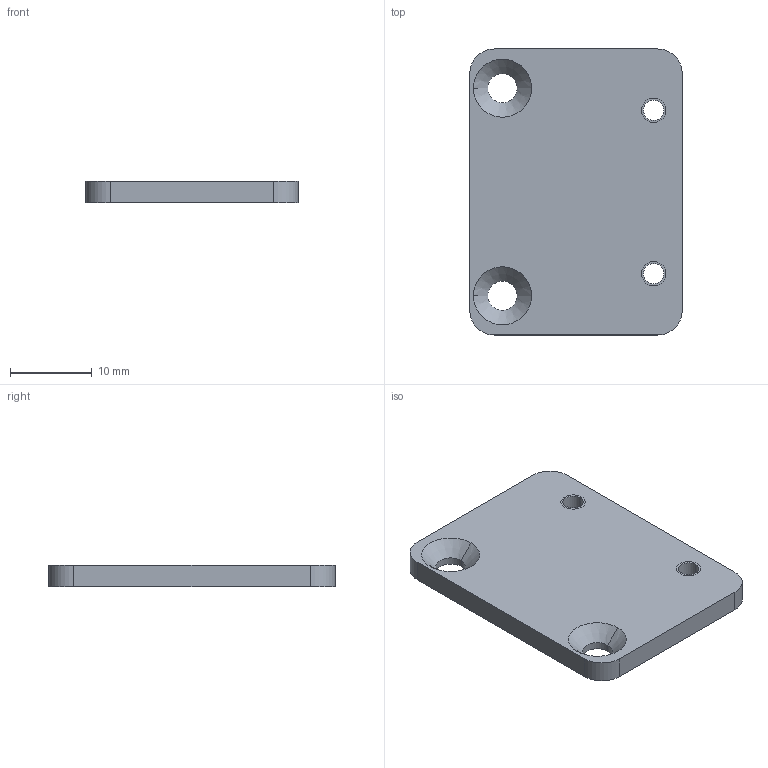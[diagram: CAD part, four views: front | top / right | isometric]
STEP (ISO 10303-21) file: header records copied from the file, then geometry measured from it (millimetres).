
FILE_DESCRIPTION((''),'2;1');
FILE_NAME('202241_ASM','2017-08-21T',('pdmadmin'),('BANNER ENGINEERING'),'CREO PARAMETRIC BY PTC INC, 2016260','CREO PARAMETRIC BY PTC INC, 2016260','');
FILE_SCHEMA(('CONFIG_CONTROL_DESIGN'));
Length unit declared in the file: millimetre
Products named in the file (2): 201733; 202241_ASM
Assembly tree (1 placements, depth 2):
  202241_ASM
    201733
Bounding box: 26 x 35 x 2.67 mm (x, y, z)
Volume: 2282.6 mm3; surface area: 2193.6 mm2
Topology: 1 solids, 3 shells, 26 faces, 68 edges, 44 vertices
Faces by surface type: cylinder 16, plane 6, cone 4
Entity records: 906 total; most frequent: DIRECTION 166, CARTESIAN_POINT 143, ORIENTED_EDGE 128, EDGE_CURVE 68, AXIS2_PLACEMENT_3D 67, VERTEX_POINT 44, CIRCLE 36, EDGE_LOOP 34
